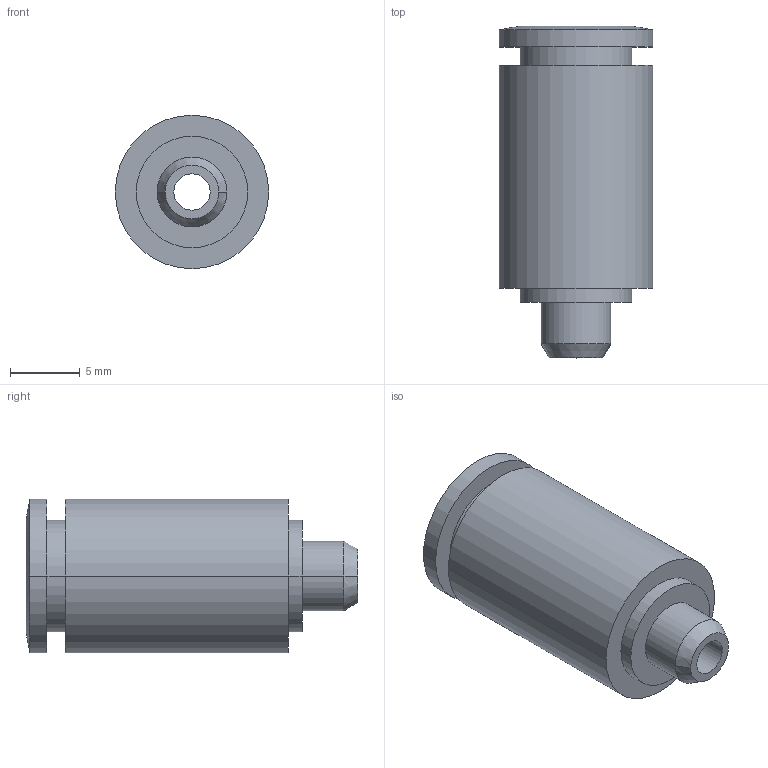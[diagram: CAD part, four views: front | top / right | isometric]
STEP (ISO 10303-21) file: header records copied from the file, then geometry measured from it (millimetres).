
FILE_DESCRIPTION((''),'2;1');
FILE_NAME('0106M5.stp','2003-05-26T16:44:12',('maffial1'),(''),'Autodesk Inventor (R) 6.0','Autodesk Inventor (R) 6.0','');
FILE_SCHEMA(('AUTOMOTIVE_DESIGN { 1 0 10303 214 1 1 1 1 }'));
Length unit declared in the file: millimetre
Products named in the file (1): 0106M5
Bounding box: 11 x 23.8 x 11 mm (x, y, z)
Volume: 1290 mm3; surface area: 1368.3 mm2
Topology: 1 solids, 1 shells, 25 faces, 50 edges, 32 vertices
Faces by surface type: cylinder 12, plane 7, cone 4, bspline 2
Entity records: 717 total; most frequent: CARTESIAN_POINT 142, DIRECTION 130, ORIENTED_EDGE 100, AXIS2_PLACEMENT_3D 56, EDGE_CURVE 50, VERTEX_POINT 32, CIRCLE 32, EDGE_LOOP 32
